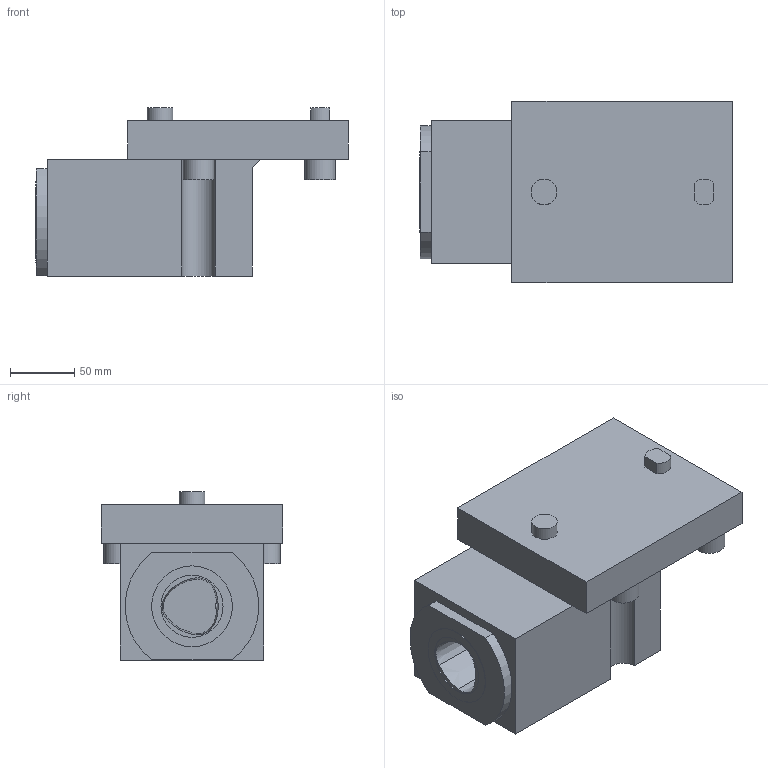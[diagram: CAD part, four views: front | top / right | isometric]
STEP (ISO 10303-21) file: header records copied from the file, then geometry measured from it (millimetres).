
FILE_DESCRIPTION(/* description */ (''),/* implementation_level */ '2;1');
FILE_NAME(/* name */ '1533536232541.stp',/* time_stamp */ '2018-08-06T11:47:23+05:00',/* author */ (''),/* organization */ ('SMS'),/* preprocessor_version */ 'ST-DEVELOPER v15',/* originating_system */ 'SIEMENS PLM Software NX 8.5',/* authorisation */ '');
FILE_SCHEMA (('AUTOMOTIVE_DESIGN { 1 0 10303 214 3 1 1 1 }'));
Length unit declared in the file: millimetre
Products named in the file (1): 201692291mod000_00
Bounding box: 244 x 142 x 131.25 mm (x, y, z)
Volume: 2370449.8 mm3; surface area: 147379.9 mm2
Topology: 1 solids, 1 shells, 50 faces, 117 edges, 83 vertices
Faces by surface type: plane 30, cylinder 14, cone 6
Full cylindrical faces by diameter (mm): 4 x1, 20 x1, 24 x4, 48.5 x1, 63.015 x1
Entity records: 1478 total; most frequent: CARTESIAN_POINT 291, DIRECTION 249, ORIENTED_EDGE 206, EDGE_CURVE 103, AXIS2_PLACEMENT_3D 93, VERTEX_POINT 74, EDGE_LOOP 69, LINE 63
